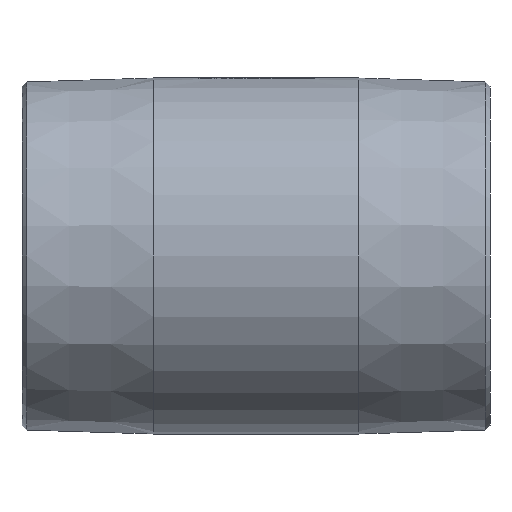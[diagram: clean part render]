
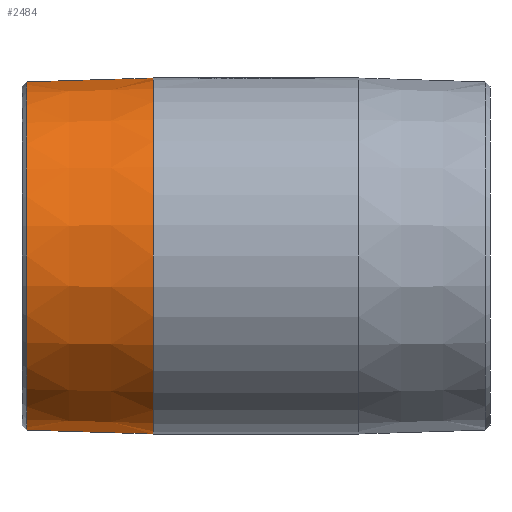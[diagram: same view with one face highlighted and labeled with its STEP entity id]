
A CAD part, front view. The second image highlights one B-rep face of the part: STEP entity #2484.
In plain terms, the highlighted conical face has half-angle 1.79 degrees and reference radius 56.515 mm.
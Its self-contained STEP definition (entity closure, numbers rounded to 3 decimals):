
#1991 = CARTESIAN_POINT ( 'NONE',  ( -73.472, 0., -55.769 ) ) ;
#2156 = VERTEX_POINT ( 'NONE', #4091 ) ;
#2484 = ADVANCED_FACE ( 'NONE', ( #24032 ), #24346, .T. ) ;
#4091 = CARTESIAN_POINT ( 'NONE',  ( -33., 0., -57.034 ) ) ;
#4774 = VERTEX_POINT ( 'NONE', #12127 ) ;
#5084 = DIRECTION ( 'NONE',  ( 0., 0., -1. ) ) ;
#7199 = EDGE_LOOP ( 'NONE', ( #10627, #27201, #19982, #25266 ) ) ;
#8304 = CARTESIAN_POINT ( 'NONE',  ( -33., 0., 0. ) ) ;
#8912 = CARTESIAN_POINT ( 'NONE',  ( -49.6, 0., -56.515 ) ) ;
#9213 = DIRECTION ( 'NONE',  ( -1., 0., 0. ) ) ;
#9763 = EDGE_CURVE ( 'NONE', #2156, #4774, #22042, .T. ) ;
#10614 = DIRECTION ( 'NONE',  ( 0., 0., 1. ) ) ;
#10627 = ORIENTED_EDGE ( 'NONE', *, *, #18692, .F. ) ;
#11298 = LINE ( 'NONE', #24821, #19912 ) ;
#11362 = CARTESIAN_POINT ( 'NONE',  ( -49.6, 0., 0. ) ) ;
#12127 = CARTESIAN_POINT ( 'NONE',  ( -33., 0., 57.034 ) ) ;
#12235 = DIRECTION ( 'NONE',  ( 1., 0., 0.031 ) ) ;
#14583 = CARTESIAN_POINT ( 'NONE',  ( -73.472, 0., 55.769 ) ) ;
#15223 = CARTESIAN_POINT ( 'NONE',  ( -73.472, 0., 0. ) ) ;
#15790 = CIRCLE ( 'NONE', #17576, 55.769 ) ;
#16505 = VERTEX_POINT ( 'NONE', #1991 ) ;
#16925 = VECTOR ( 'NONE', #17307, 1000. ) ;
#17078 = VERTEX_POINT ( 'NONE', #14583 ) ;
#17307 = DIRECTION ( 'NONE',  ( 1., 0., -0.031 ) ) ;
#17336 = DIRECTION ( 'NONE',  ( 0., 0., 1. ) ) ;
#17531 = AXIS2_PLACEMENT_3D ( 'NONE', #8304, #21368, #10614 ) ;
#17576 = AXIS2_PLACEMENT_3D ( 'NONE', #15223, #9213, #17336 ) ;
#18692 = EDGE_CURVE ( 'NONE', #17078, #4774, #11298, .T. ) ;
#19157 = EDGE_CURVE ( 'NONE', #16505, #2156, #23563, .T. ) ;
#19522 = DIRECTION ( 'NONE',  ( 1., 0., 0. ) ) ;
#19912 = VECTOR ( 'NONE', #12235, 1000. ) ;
#19982 = ORIENTED_EDGE ( 'NONE', *, *, #19157, .T. ) ;
#21368 = DIRECTION ( 'NONE',  ( -1., 0., 0. ) ) ;
#22042 = CIRCLE ( 'NONE', #17531, 57.034 ) ;
#23327 = EDGE_CURVE ( 'NONE', #16505, #17078, #15790, .T. ) ;
#23563 = LINE ( 'NONE', #8912, #16925 ) ;
#23680 = AXIS2_PLACEMENT_3D ( 'NONE', #11362, #19522, #5084 ) ;
#24032 = FACE_OUTER_BOUND ( 'NONE', #7199, .T. ) ;
#24346 = CONICAL_SURFACE ( 'NONE', #23680, 56.515, 0.031 ) ;
#24821 = CARTESIAN_POINT ( 'NONE',  ( -49.6, 0., 56.515 ) ) ;
#25266 = ORIENTED_EDGE ( 'NONE', *, *, #9763, .T. ) ;
#27201 = ORIENTED_EDGE ( 'NONE', *, *, #23327, .F. ) ;
